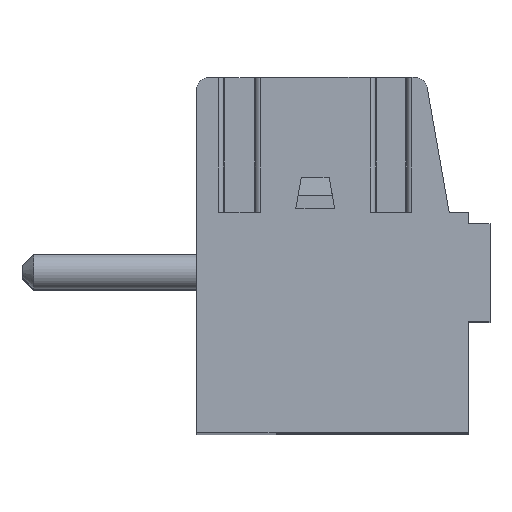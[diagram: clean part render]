
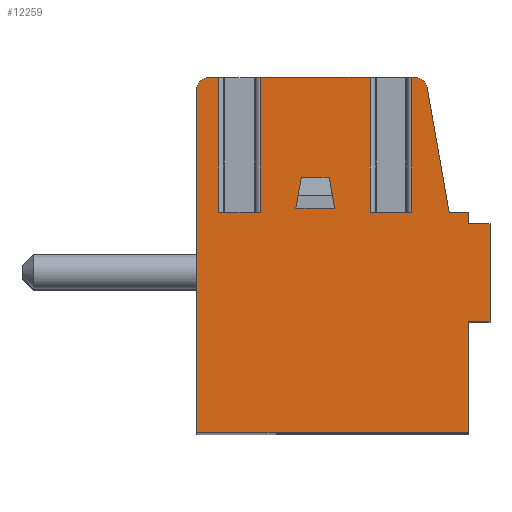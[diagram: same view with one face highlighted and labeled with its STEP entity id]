
A CAD part, top view. The second image highlights one B-rep face of the part: STEP entity #12259.
In plain terms, the highlighted planar face has unit normal (0, 0, 1).
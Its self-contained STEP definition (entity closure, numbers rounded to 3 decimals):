
#1781=DIRECTION('',(-1.,0.,0.));
#1782=VECTOR('',#1781,1.07);
#1783=CARTESIAN_POINT('',(2.035,1.105,1.75));
#1784=LINE('',#1783,#1782);
#1785=DIRECTION('',(0.,1.,0.));
#1786=VECTOR('',#1785,3.47);
#1787=CARTESIAN_POINT('',(2.035,1.105,1.75));
#1788=LINE('',#1787,#1786);
#1789=DIRECTION('',(1.,0.,0.));
#1790=VECTOR('',#1789,0.101);
#1791=CARTESIAN_POINT('',(2.035,4.575,1.75));
#1792=LINE('',#1791,#1790);
#1793=CARTESIAN_POINT('',(2.136,4.275,1.75));
#1794=DIRECTION('',(0.,0.,-1.));
#1795=DIRECTION('',(0.,1.,0.));
#1796=AXIS2_PLACEMENT_3D('',#1793,#1794,#1795);
#1798=DIRECTION('',(0.174,-0.985,0.));
#1799=VECTOR('',#1798,3.272);
#1800=CARTESIAN_POINT('',(2.432,4.327,1.75));
#1801=LINE('',#1800,#1799);
#1802=DIRECTION('',(1.,0.,0.));
#1803=VECTOR('',#1802,0.5);
#1804=CARTESIAN_POINT('',(3.,1.105,1.75));
#1805=LINE('',#1804,#1803);
#1806=DIRECTION('',(0.,-1.,0.));
#1807=VECTOR('',#1806,0.3);
#1808=CARTESIAN_POINT('',(3.5,1.105,1.75));
#1809=LINE('',#1808,#1807);
#1810=DIRECTION('',(0.,-1.,0.));
#1811=VECTOR('',#1810,2.88);
#1812=CARTESIAN_POINT('',(3.5,-1.695,1.75));
#1813=LINE('',#1812,#1811);
#1814=DIRECTION('',(-1.,0.,0.));
#1815=VECTOR('',#1814,7.);
#1816=CARTESIAN_POINT('',(3.5,-4.575,1.75));
#1817=LINE('',#1816,#1815);
#1818=DIRECTION('',(0.,1.,0.));
#1819=VECTOR('',#1818,8.85);
#1820=CARTESIAN_POINT('',(-3.5,-4.575,1.75));
#1821=LINE('',#1820,#1819);
#1822=CARTESIAN_POINT('',(-3.2,4.275,1.75));
#1823=DIRECTION('',(0.,0.,-1.));
#1824=DIRECTION('',(-1.,0.,0.));
#1825=AXIS2_PLACEMENT_3D('',#1822,#1823,#1824);
#1827=DIRECTION('',(1.,0.,0.));
#1828=VECTOR('',#1827,0.265);
#1829=CARTESIAN_POINT('',(-3.2,4.575,1.75));
#1830=LINE('',#1829,#1828);
#1831=DIRECTION('',(0.,1.,0.));
#1832=VECTOR('',#1831,3.47);
#1833=CARTESIAN_POINT('',(-2.935,1.105,1.75));
#1834=LINE('',#1833,#1832);
#1835=DIRECTION('',(-1.,0.,0.));
#1836=VECTOR('',#1835,1.07);
#1837=CARTESIAN_POINT('',(-1.865,1.105,1.75));
#1838=LINE('',#1837,#1836);
#1839=DIRECTION('',(0.,1.,0.));
#1840=VECTOR('',#1839,3.47);
#1841=CARTESIAN_POINT('',(-1.865,1.105,1.75));
#1842=LINE('',#1841,#1840);
#1843=DIRECTION('',(1.,0.,0.));
#1844=VECTOR('',#1843,2.83);
#1845=CARTESIAN_POINT('',(-1.865,4.575,1.75));
#1846=LINE('',#1845,#1844);
#1847=DIRECTION('',(0.,1.,0.));
#1848=VECTOR('',#1847,3.47);
#1849=CARTESIAN_POINT('',(0.965,1.105,1.75));
#1850=LINE('',#1849,#1848);
#1851=DIRECTION('',(-1.,0.,0.));
#1852=VECTOR('',#1851,0.718);
#1853=CARTESIAN_POINT('',(-0.091,2.005,1.75));
#1854=LINE('',#1853,#1852);
#1855=DIRECTION('',(-0.174,-0.985,0.));
#1856=VECTOR('',#1855,0.812);
#1857=CARTESIAN_POINT('',(-0.809,2.005,1.75));
#1858=LINE('',#1857,#1856);
#1859=DIRECTION('',(1.,0.,0.));
#1860=VECTOR('',#1859,1.);
#1861=CARTESIAN_POINT('',(-0.95,1.205,1.75));
#1862=LINE('',#1861,#1860);
#1863=DIRECTION('',(-0.174,0.985,0.));
#1864=VECTOR('',#1863,0.812);
#1865=CARTESIAN_POINT('',(0.05,1.205,1.75));
#1866=LINE('',#1865,#1864);
#2055=DIRECTION('',(-1.,0.,0.));
#2056=VECTOR('',#2055,0.55);
#2057=CARTESIAN_POINT('',(4.05,0.805,1.75));
#2058=LINE('',#2057,#2056);
#2611=DIRECTION('',(0.,1.,0.));
#2612=VECTOR('',#2611,2.5);
#2613=CARTESIAN_POINT('',(4.05,-1.695,1.75));
#2614=LINE('',#2613,#2612);
#2707=DIRECTION('',(1.,0.,0.));
#2708=VECTOR('',#2707,0.55);
#2709=CARTESIAN_POINT('',(3.5,-1.695,1.75));
#2710=LINE('',#2709,#2708);
#7689=CARTESIAN_POINT('',(-3.5,4.275,1.75));
#7690=CARTESIAN_POINT('',(-3.2,4.575,1.75));
#7691=VERTEX_POINT('',#7689);
#7692=VERTEX_POINT('',#7690);
#7693=CARTESIAN_POINT('',(-3.5,-4.575,1.75));
#7694=VERTEX_POINT('',#7693);
#7695=CARTESIAN_POINT('',(3.5,-4.575,1.75));
#7696=VERTEX_POINT('',#7695);
#7697=CARTESIAN_POINT('',(3.5,-1.695,1.75));
#7698=VERTEX_POINT('',#7697);
#7699=CARTESIAN_POINT('',(3.5,1.105,1.75));
#7700=CARTESIAN_POINT('',(3.5,0.805,1.75));
#7701=VERTEX_POINT('',#7699);
#7702=VERTEX_POINT('',#7700);
#7703=CARTESIAN_POINT('',(3.,1.105,1.75));
#7704=VERTEX_POINT('',#7703);
#7705=CARTESIAN_POINT('',(2.432,4.327,1.75));
#7706=VERTEX_POINT('',#7705);
#7707=CARTESIAN_POINT('',(2.136,4.575,1.75));
#7708=VERTEX_POINT('',#7707);
#7846=CARTESIAN_POINT('',(4.05,-1.695,1.75));
#7848=VERTEX_POINT('',#7846);
#7850=CARTESIAN_POINT('',(4.05,0.805,1.75));
#7852=VERTEX_POINT('',#7850);
#8017=CARTESIAN_POINT('',(2.035,1.105,1.75));
#8018=CARTESIAN_POINT('',(0.965,1.105,1.75));
#8019=VERTEX_POINT('',#8017);
#8020=VERTEX_POINT('',#8018);
#8021=CARTESIAN_POINT('',(-1.865,1.105,1.75));
#8022=CARTESIAN_POINT('',(-2.935,1.105,1.75));
#8023=VERTEX_POINT('',#8021);
#8024=VERTEX_POINT('',#8022);
#8025=CARTESIAN_POINT('',(-2.935,4.575,1.75));
#8026=VERTEX_POINT('',#8025);
#8027=CARTESIAN_POINT('',(-1.865,4.575,1.75));
#8028=VERTEX_POINT('',#8027);
#8029=CARTESIAN_POINT('',(2.035,4.575,1.75));
#8030=VERTEX_POINT('',#8029);
#8031=CARTESIAN_POINT('',(0.965,4.575,1.75));
#8032=VERTEX_POINT('',#8031);
#8061=CARTESIAN_POINT('',(-0.95,1.205,1.75));
#8062=CARTESIAN_POINT('',(0.05,1.205,1.75));
#8063=VERTEX_POINT('',#8061);
#8064=VERTEX_POINT('',#8062);
#8066=CARTESIAN_POINT('',(-0.809,2.005,1.75));
#8068=VERTEX_POINT('',#8066);
#8069=CARTESIAN_POINT('',(-0.091,2.005,1.75));
#8070=VERTEX_POINT('',#8069);
#12206=CARTESIAN_POINT('',(0.,0.,1.75));
#12207=DIRECTION('',(0.,0.,1.));
#12208=DIRECTION('',(1.,0.,0.));
#12209=AXIS2_PLACEMENT_3D('',#12206,#12207,#12208);
#12210=PLANE('',#12209);
#12212=ORIENTED_EDGE('',*,*,#12211,.F.);
#12214=ORIENTED_EDGE('',*,*,#12213,.T.);
#12215=ORIENTED_EDGE('',*,*,#10040,.T.);
#12217=ORIENTED_EDGE('',*,*,#12216,.T.);
#12219=ORIENTED_EDGE('',*,*,#12218,.T.);
#12221=ORIENTED_EDGE('',*,*,#12220,.T.);
#12223=ORIENTED_EDGE('',*,*,#12222,.T.);
#12225=ORIENTED_EDGE('',*,*,#12224,.F.);
#12227=ORIENTED_EDGE('',*,*,#12226,.F.);
#12229=ORIENTED_EDGE('',*,*,#12228,.F.);
#12231=ORIENTED_EDGE('',*,*,#12230,.T.);
#12233=ORIENTED_EDGE('',*,*,#12232,.T.);
#12235=ORIENTED_EDGE('',*,*,#12234,.T.);
#12237=ORIENTED_EDGE('',*,*,#12236,.T.);
#12238=ORIENTED_EDGE('',*,*,#10005,.T.);
#12240=ORIENTED_EDGE('',*,*,#12239,.F.);
#12242=ORIENTED_EDGE('',*,*,#12241,.F.);
#12243=ORIENTED_EDGE('',*,*,#12197,.T.);
#12244=ORIENTED_EDGE('',*,*,#10056,.T.);
#12246=ORIENTED_EDGE('',*,*,#12245,.F.);
#12247=EDGE_LOOP('',(#12212,#12214,#12215,#12217,#12219,#12221,#12223,#12225,
#12227,#12229,#12231,#12233,#12235,#12237,#12238,#12240,#12242,#12243,#12244,
#12246));
#12248=FACE_OUTER_BOUND('',#12247,.F.);
#12250=ORIENTED_EDGE('',*,*,#12249,.T.);
#12252=ORIENTED_EDGE('',*,*,#12251,.T.);
#12254=ORIENTED_EDGE('',*,*,#12253,.T.);
#12256=ORIENTED_EDGE('',*,*,#12255,.T.);
#12257=EDGE_LOOP('',(#12250,#12252,#12254,#12256));
#12258=FACE_BOUND('',#12257,.F.);
#1797=CIRCLE('',#1796,0.3);
#1826=CIRCLE('',#1825,0.3);
#10005=EDGE_CURVE('',#7692,#8026,#1830,.T.);
#10040=EDGE_CURVE('',#8030,#7708,#1792,.T.);
#10056=EDGE_CURVE('',#8028,#8032,#1846,.T.);
#12197=EDGE_CURVE('',#8023,#8028,#1842,.T.);
#12211=EDGE_CURVE('',#8019,#8020,#1784,.T.);
#12213=EDGE_CURVE('',#8019,#8030,#1788,.T.);
#12216=EDGE_CURVE('',#7708,#7706,#1797,.T.);
#12218=EDGE_CURVE('',#7706,#7704,#1801,.T.);
#12220=EDGE_CURVE('',#7704,#7701,#1805,.T.);
#12222=EDGE_CURVE('',#7701,#7702,#1809,.T.);
#12224=EDGE_CURVE('',#7852,#7702,#2058,.T.);
#12226=EDGE_CURVE('',#7848,#7852,#2614,.T.);
#12228=EDGE_CURVE('',#7698,#7848,#2710,.T.);
#12230=EDGE_CURVE('',#7698,#7696,#1813,.T.);
#12232=EDGE_CURVE('',#7696,#7694,#1817,.T.);
#12234=EDGE_CURVE('',#7694,#7691,#1821,.T.);
#12236=EDGE_CURVE('',#7691,#7692,#1826,.T.);
#12239=EDGE_CURVE('',#8024,#8026,#1834,.T.);
#12241=EDGE_CURVE('',#8023,#8024,#1838,.T.);
#12245=EDGE_CURVE('',#8020,#8032,#1850,.T.);
#12249=EDGE_CURVE('',#8070,#8068,#1854,.T.);
#12251=EDGE_CURVE('',#8068,#8063,#1858,.T.);
#12253=EDGE_CURVE('',#8063,#8064,#1862,.T.);
#12255=EDGE_CURVE('',#8064,#8070,#1866,.T.);
#12259=ADVANCED_FACE('',(#12248,#12258),#12210,.T.);
